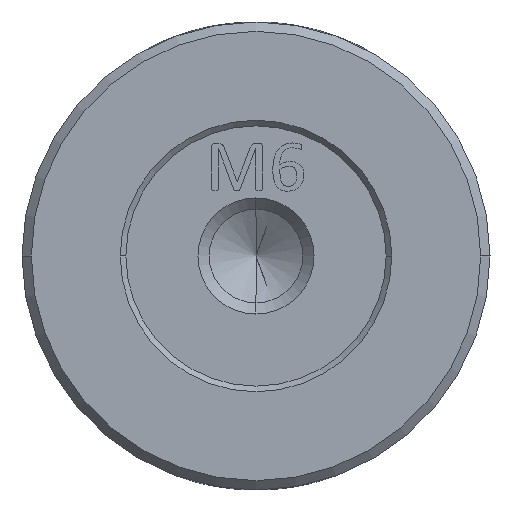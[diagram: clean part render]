
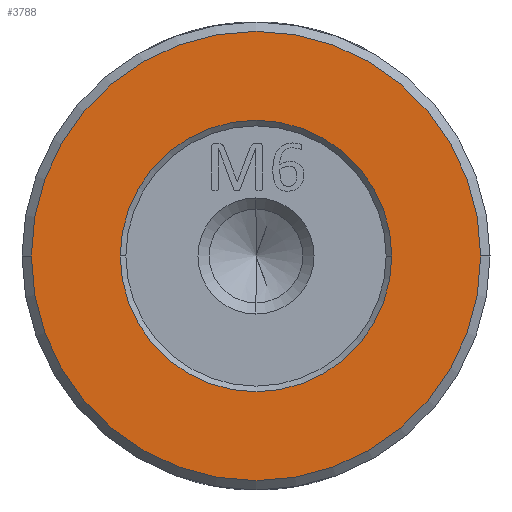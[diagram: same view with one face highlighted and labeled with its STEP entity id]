
A CAD part, left-side view. The second image highlights one B-rep face of the part: STEP entity #3788.
In plain terms, the highlighted planar face has unit normal (-1, 0, 0).
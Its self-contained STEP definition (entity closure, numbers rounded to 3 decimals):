
#159 = DIRECTION ( 'NONE',  ( 1., 0., 0. ) ) ;
#170 = CIRCLE ( 'NONE', #9407, 7.25 ) ;
#186 = CIRCLE ( 'NONE', #12427, 12. ) ;
#352 = CIRCLE ( 'NONE', #10653, 7.25 ) ;
#474 = EDGE_CURVE ( 'NONE', #9894, #5273, #3617, .T. ) ;
#1364 = ORIENTED_EDGE ( 'NONE', *, *, #9232, .T. ) ;
#2420 = EDGE_CURVE ( 'NONE', #5595, #5308, #170, .T. ) ;
#2463 = EDGE_LOOP ( 'NONE', ( #1364, #10944 ) ) ;
#3000 = EDGE_CURVE ( 'NONE', #5308, #5595, #352, .T. ) ;
#3161 = ORIENTED_EDGE ( 'NONE', *, *, #3000, .T. ) ;
#3617 = CIRCLE ( 'NONE', #4050, 12. ) ;
#3788 = ADVANCED_FACE ( 'NONE', ( #10397, #7044 ), #9194, .T. ) ;
#4050 = AXIS2_PLACEMENT_3D ( 'NONE', #9721, #4605, #8706 ) ;
#4137 = DIRECTION ( 'NONE',  ( -1., 0., 0. ) ) ;
#4255 = DIRECTION ( 'NONE',  ( 0., -1., 0. ) ) ;
#4605 = DIRECTION ( 'NONE',  ( -1., 0., 0. ) ) ;
#5273 = VERTEX_POINT ( 'NONE', #7382 ) ;
#5308 = VERTEX_POINT ( 'NONE', #8390 ) ;
#5455 = CARTESIAN_POINT ( 'NONE',  ( -63.471, -1.144, 0. ) ) ;
#5595 = VERTEX_POINT ( 'NONE', #10789 ) ;
#6173 = DIRECTION ( 'NONE',  ( 0., -1., 0. ) ) ;
#6274 = CARTESIAN_POINT ( 'NONE',  ( -63.471, -1.144, 0. ) ) ;
#6365 = CARTESIAN_POINT ( 'NONE',  ( -63.471, -1.144, 0. ) ) ;
#6578 = ORIENTED_EDGE ( 'NONE', *, *, #2420, .T. ) ;
#7044 = FACE_OUTER_BOUND ( 'NONE', #2463, .T. ) ;
#7382 = CARTESIAN_POINT ( 'NONE',  ( -63.471, 10.856, 0. ) ) ;
#7590 = DIRECTION ( 'NONE',  ( 0., -1., 0. ) ) ;
#8390 = CARTESIAN_POINT ( 'NONE',  ( -63.471, -8.394, 0. ) ) ;
#8464 = DIRECTION ( 'NONE',  ( 1., 0., 0. ) ) ;
#8706 = DIRECTION ( 'NONE',  ( 0., -1., 0. ) ) ;
#9194 = PLANE ( 'NONE',  #10552 ) ;
#9232 = EDGE_CURVE ( 'NONE', #5273, #9894, #186, .T. ) ;
#9263 = CARTESIAN_POINT ( 'NONE',  ( -63.471, -1.144, 0. ) ) ;
#9407 = AXIS2_PLACEMENT_3D ( 'NONE', #6365, #8464, #6173 ) ;
#9721 = CARTESIAN_POINT ( 'NONE',  ( -63.471, -1.144, 0. ) ) ;
#9766 = CARTESIAN_POINT ( 'NONE',  ( -63.471, -13.144, 0. ) ) ;
#9894 = VERTEX_POINT ( 'NONE', #9766 ) ;
#10270 = DIRECTION ( 'NONE',  ( 0., 1., 0. ) ) ;
#10397 = FACE_BOUND ( 'NONE', #13207, .T. ) ;
#10552 = AXIS2_PLACEMENT_3D ( 'NONE', #9263, #4137, #10270 ) ;
#10619 = DIRECTION ( 'NONE',  ( -1., 0., 0. ) ) ;
#10653 = AXIS2_PLACEMENT_3D ( 'NONE', #6274, #159, #4255 ) ;
#10789 = CARTESIAN_POINT ( 'NONE',  ( -63.471, 6.106, 0. ) ) ;
#10944 = ORIENTED_EDGE ( 'NONE', *, *, #474, .T. ) ;
#12427 = AXIS2_PLACEMENT_3D ( 'NONE', #5455, #10619, #7590 ) ;
#13207 = EDGE_LOOP ( 'NONE', ( #3161, #6578 ) ) ;
